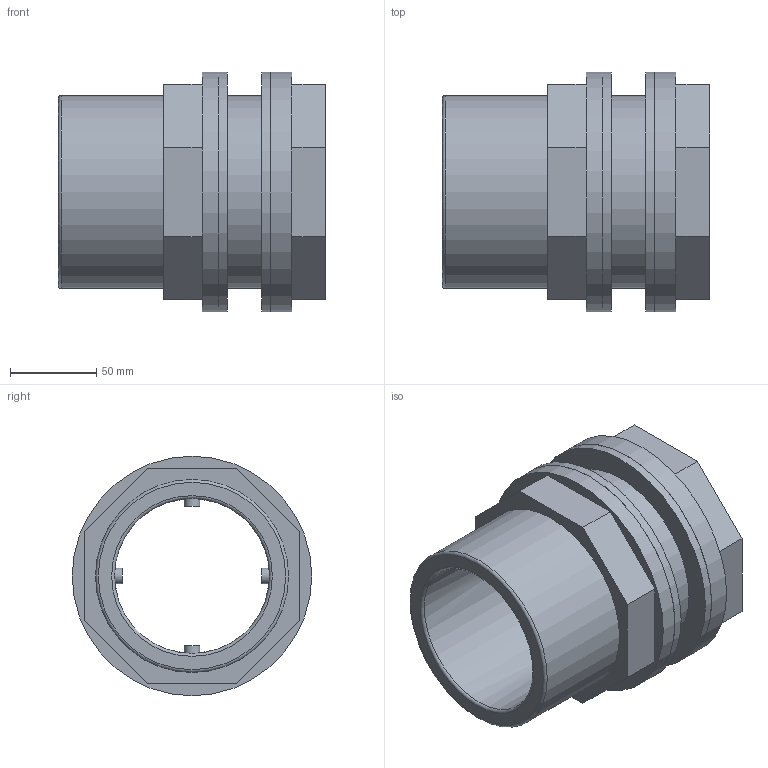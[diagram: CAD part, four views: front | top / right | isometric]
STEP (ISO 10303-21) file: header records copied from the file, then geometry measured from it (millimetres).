
FILE_DESCRIPTION( ( 'STEP AP214' ), ' ' );
FILE_NAME( '5.16.090(20).stp', '2015-08-07T07:09:39', ( '' ), ( '' ), ' ', 'PARTsolutions', ' ' );
FILE_SCHEMA( ( 'AUTOMOTIVE_DESIGN { 1 0 10303 214 1 1 1 1 }' ) );
Length unit declared in the file: millimetre
Products named in the file (1): _5.16.090(20)
Bounding box: 155 x 139 x 139 mm (x, y, z)
Volume: 848445.2 mm3; surface area: 135658.6 mm2
Topology: 1 solids, 1 shells, 62 faces, 138 edges, 91 vertices
Faces by surface type: plane 40, cylinder 18, torus 3, cone 1
Full cylindrical faces by diameter (mm): 90 x1, 112 x3, 137 x2, 139 x4
Entity records: 2372 total; most frequent: CARTESIAN_POINT 535, DIRECTION 270, ORIENTED_EDGE 240, EDGE_CURVE 120, AXIS2_PLACEMENT_3D 95, EDGE_LOOP 92, VERTEX_POINT 88, LINE 80
